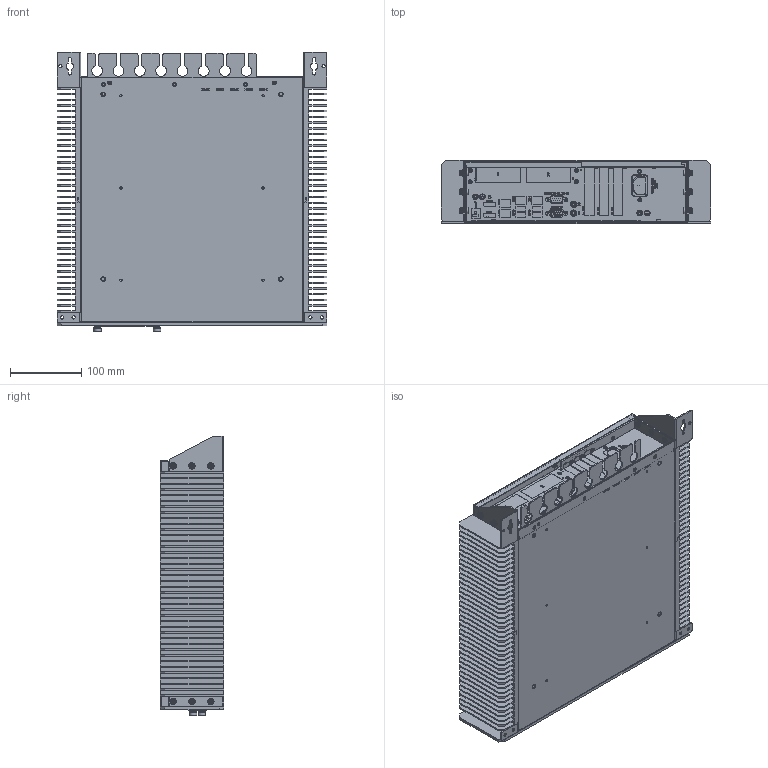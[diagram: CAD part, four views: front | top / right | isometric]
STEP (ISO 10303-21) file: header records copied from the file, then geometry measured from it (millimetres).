
FILE_DESCRIPTION(/* description */ ('-','CAx-IF Rec.Pracs.---Representation and Presentation of Product Manufacturing Information (PMI)---4.0---2014-10-13'),/* implementation_level */ '2;1');
FILE_NAME(/* name */ '0170dd9f-d3ea-47fb-b5ed-f1f3371a309e.stp',/* time_stamp */ '2022-02-07T10:02:10+01:00',/* author */ ('-'),/* organization */ ('NTI CADcenter A/S'),/* preprocessor_version */ 'ST-DEVELOPER v18.1',/* originating_system */ 'Autodesk Inventor 2021',/* authorisation */ '-');
FILE_SCHEMA (('AP242_MANAGED_MODEL_BASED_3D_ENGINEERING_MIM_LF { 1 0 10303 442 1 1 4 }'));
Products named in the file (1): 494025
Bounding box: 380 x 88.9 x 393.81 mm (x, y, z)
Volume: 10108827.8 mm3; surface area: 1198989.3 mm2
Topology: 48 solids, 61 shells, 4605 faces, 11945 edges, 7894 vertices
Faces by surface type: plane 2765, cylinder 1027, bspline 513, cone 227, torus 73
Full cylindrical faces by diameter (mm): 0.65 x9, 1 x9, 1.364 x4, 2.1 x3, 2.261 x4, 2.5 x54, 3 x20, 3.006 x4, 3.242 x6, 3.3 x2, 3.5 x23, 3.6 x2, 3.97 x4, 4 x28, 4.3 x12, 4.4 x4, 4.5 x31, 4.98 x4, 5 x18, 5.295 x4, 5.3 x8, 5.5 x3, 5.56 x4, 6 x3, 6.5 x5, 6.839 x2, 7 x15, 7.413 x4, 7.919 x2, 8 x20
Entity records: 178288 total; most frequent: CARTESIAN_POINT 61893, ORIENTED_EDGE 23838, DIRECTION 21460, EDGE_CURVE 11919, LINE 7918, VECTOR 7918, VERTEX_POINT 7894, AXIS2_PLACEMENT_3D 6771
